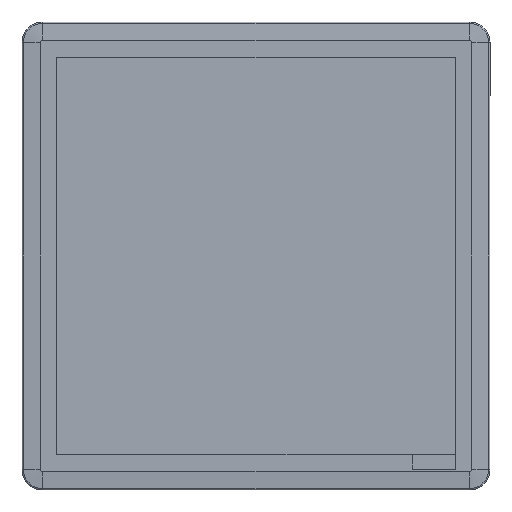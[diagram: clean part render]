
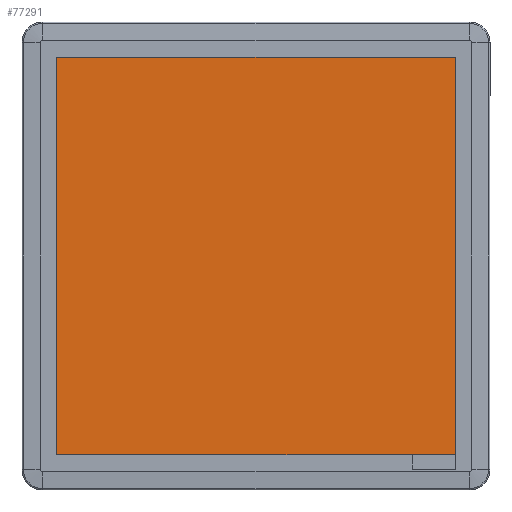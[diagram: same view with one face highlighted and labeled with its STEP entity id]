
A CAD part, front view. The second image highlights one B-rep face of the part: STEP entity #77291.
In plain terms, the highlighted planar face has unit normal (0, -1, 0).
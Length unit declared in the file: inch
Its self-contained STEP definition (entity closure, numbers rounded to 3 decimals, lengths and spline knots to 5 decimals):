
#2547 = AXIS2_PLACEMENT_3D ( 'NONE', #26407, #13391, #11571 ) ;
#2593 = DIRECTION ( 'NONE',  ( 0., 0., 1. ) ) ;
#6619 = VECTOR ( 'NONE', #88350, 39.37008 ) ;
#7753 = CARTESIAN_POINT ( 'NONE',  ( -5.45276, -1.32676, -5.43309 ) ) ;
#9659 = VERTEX_POINT ( 'NONE', #21746 ) ;
#11571 = DIRECTION ( 'NONE',  ( 0., 0., -1. ) ) ;
#11683 = EDGE_CURVE ( 'NONE', #13811, #85071, #60050, .T. ) ;
#12811 = VECTOR ( 'NONE', #41100, 39.37008 ) ;
#13391 = DIRECTION ( 'NONE',  ( 0., -1., 0. ) ) ;
#13811 = VERTEX_POINT ( 'NONE', #32772 ) ;
#17933 = VECTOR ( 'NONE', #57335, 39.37008 ) ;
#20662 = LINE ( 'NONE', #27610, #17933 ) ;
#21746 = CARTESIAN_POINT ( 'NONE',  ( 4.27165, -1.32676, -5.43309 ) ) ;
#23502 = CARTESIAN_POINT ( 'NONE',  ( 5.45276, -1.32676, -5.43309 ) ) ;
#24271 = CARTESIAN_POINT ( 'NONE',  ( -5.45276, -1.32676, 5.43305 ) ) ;
#24510 = ORIENTED_EDGE ( 'NONE', *, *, #11683, .T. ) ;
#26407 = CARTESIAN_POINT ( 'NONE',  ( -5.45276, -1.32676, -5.43309 ) ) ;
#27610 = CARTESIAN_POINT ( 'NONE',  ( -5.45276, -1.32676, -5.43309 ) ) ;
#30161 = VERTEX_POINT ( 'NONE', #37465 ) ;
#32247 = LINE ( 'NONE', #40108, #47089 ) ;
#32772 = CARTESIAN_POINT ( 'NONE',  ( 5.45276, -1.32676, 5.43305 ) ) ;
#34384 = ORIENTED_EDGE ( 'NONE', *, *, #53228, .T. ) ;
#37465 = CARTESIAN_POINT ( 'NONE',  ( 5.45276, -1.32676, -5.43309 ) ) ;
#40108 = CARTESIAN_POINT ( 'NONE',  ( -5.45276, -1.32676, -5.43309 ) ) ;
#41100 = DIRECTION ( 'NONE',  ( 1., 0., 0. ) ) ;
#41311 = EDGE_CURVE ( 'NONE', #85071, #52439, #20662, .T. ) ;
#41732 = PLANE ( 'NONE',  #2547 ) ;
#47089 = VECTOR ( 'NONE', #67950, 39.37008 ) ;
#47337 = ORIENTED_EDGE ( 'NONE', *, *, #74976, .T. ) ;
#52439 = VERTEX_POINT ( 'NONE', #7753 ) ;
#52786 = EDGE_CURVE ( 'NONE', #9659, #30161, #55024, .T. ) ;
#53228 = EDGE_CURVE ( 'NONE', #52439, #9659, #32247, .T. ) ;
#55024 = LINE ( 'NONE', #82450, #12811 ) ;
#57103 = ORIENTED_EDGE ( 'NONE', *, *, #41311, .T. ) ;
#57335 = DIRECTION ( 'NONE',  ( 0., 0., -1. ) ) ;
#57888 = LINE ( 'NONE', #23502, #74964 ) ;
#60050 = LINE ( 'NONE', #24271, #6619 ) ;
#65985 = ORIENTED_EDGE ( 'NONE', *, *, #52786, .T. ) ;
#67950 = DIRECTION ( 'NONE',  ( 1., 0., 0. ) ) ;
#74964 = VECTOR ( 'NONE', #2593, 39.37008 ) ;
#74976 = EDGE_CURVE ( 'NONE', #30161, #13811, #57888, .T. ) ;
#75659 = FACE_OUTER_BOUND ( 'NONE', #80617, .T. ) ;
#77291 = ADVANCED_FACE ( 'NONE', ( #75659 ), #41732, .T. ) ;
#80617 = EDGE_LOOP ( 'NONE', ( #24510, #57103, #34384, #65985, #47337 ) ) ;
#82450 = CARTESIAN_POINT ( 'NONE',  ( -5.45276, -1.32676, -5.43309 ) ) ;
#85071 = VERTEX_POINT ( 'NONE', #89055 ) ;
#88350 = DIRECTION ( 'NONE',  ( -1., 0., 0. ) ) ;
#89055 = CARTESIAN_POINT ( 'NONE',  ( -5.45276, -1.32676, 5.43305 ) ) ;
